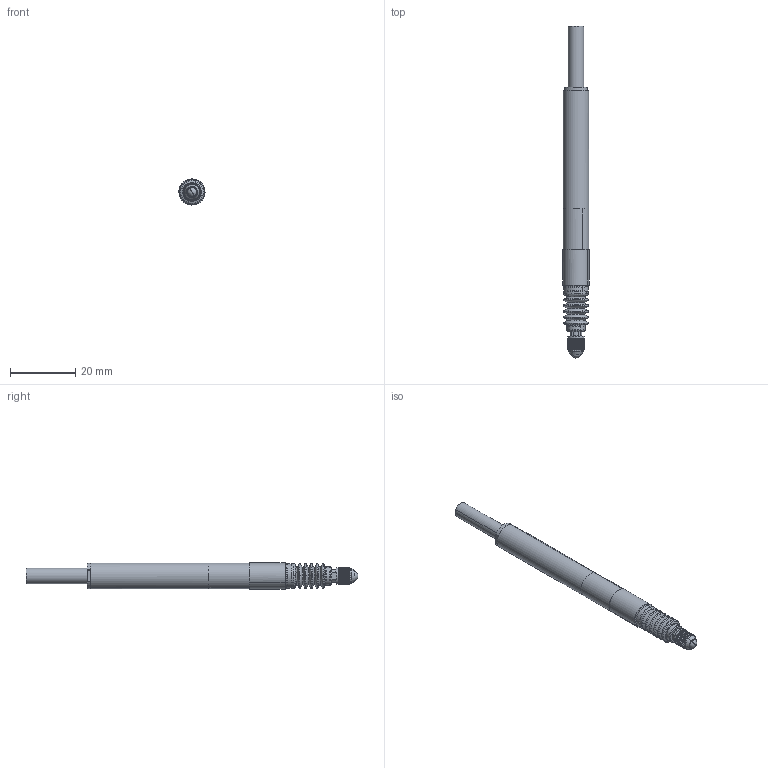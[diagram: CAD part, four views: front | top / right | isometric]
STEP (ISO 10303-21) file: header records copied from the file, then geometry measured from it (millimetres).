
FILE_DESCRIPTION(('CATIA V5 STEP'),'2;1');
FILE_NAME('805SR.stp','2017-08-11T03:57:21+00:00',('none'),('none'),'CATIA Version 5 Release 19 SP 6 (IN-10)','CATIA V5 STEP AP214','none');
FILE_SCHEMA(('AUTOMOTIVE_DESIGN { 1 0 10303 214 1 1 1 1 }'));
Length unit declared in the file: millimetre
Products named in the file (1): 805SR
Bounding box: 8 x 101.6 x 8 mm (x, y, z)
Volume: 3916.4 mm3; surface area: 2530.9 mm2
Topology: 1 solids, 1 shells, 281 faces, 728 edges, 456 vertices
Faces by surface type: cylinder 114, plane 69, torus 56, cone 40, sphere 2
Entity records: 8682 total; most frequent: CARTESIAN_POINT 2472, ORIENTED_EDGE 1452, DIRECTION 978, EDGE_CURVE 726, AXIS2_PLACEMENT_3D 498, VERTEX_POINT 456, EDGE_LOOP 292, ADVANCED_FACE 281
